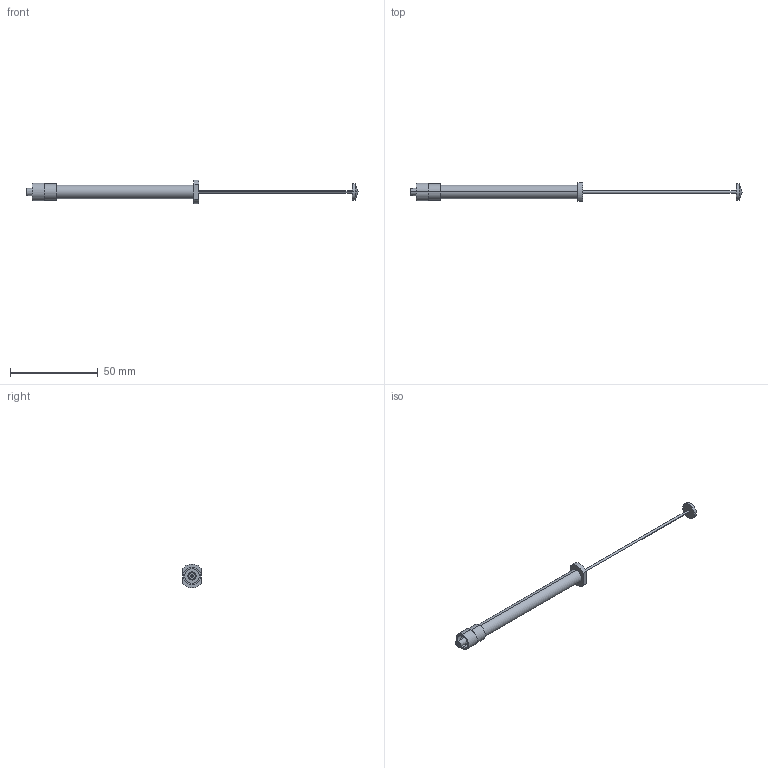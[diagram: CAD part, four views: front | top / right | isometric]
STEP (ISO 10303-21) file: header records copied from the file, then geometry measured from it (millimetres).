
FILE_DESCRIPTION (( 'STEP AP203' ), '1' );
FILE_NAME ('100_Microliter_Hamilton_Syringe_Asmbly.STEP', '2021-07-10T14:03:05', ( '' ), ( '' ), 'SwSTEP 2.0', 'SolidWorks 2016', '' );
FILE_SCHEMA (( 'CONFIG_CONTROL_DESIGN' ));
Length unit declared in the file: inch
Products named in the file (3): 100_Microliter_Hamilton_Syringe_Asmbly; Hamilton_100Microliter_Syringe; 100Microliter_Plunger
Assembly tree (2 placements, depth 2):
  100_Microliter_Hamilton_Syringe_Asmbly
    Hamilton_100Microliter_Syringe
    100Microliter_Plunger
Bounding box: 189.28 x 10.6 x 13.59 mm (x, y, z)
Volume: 5129.4 mm3; surface area: 3966.6 mm2
Topology: 2 solids, 2 shells, 49 faces, 101 edges, 61 vertices
Faces by surface type: cylinder 25, cone 12, plane 12
Entity records: 1604 total; most frequent: DIRECTION 263, CARTESIAN_POINT 214, ORIENTED_EDGE 198, AXIS2_PLACEMENT_3D 110, EDGE_CURVE 99, VERTEX_POINT 61, EDGE_LOOP 58, CIRCLE 56
